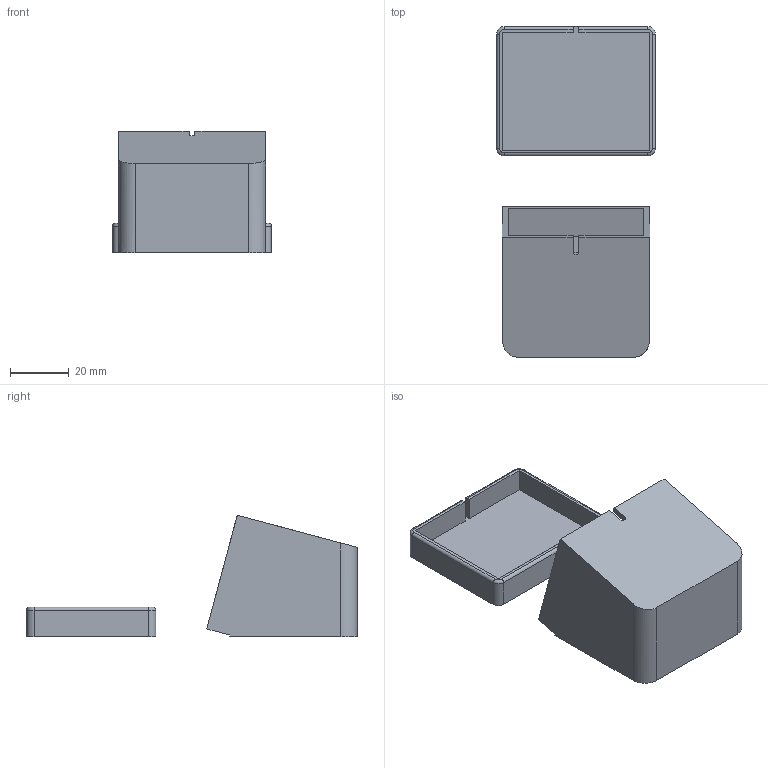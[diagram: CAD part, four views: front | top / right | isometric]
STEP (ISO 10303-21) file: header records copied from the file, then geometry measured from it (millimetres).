
FILE_DESCRIPTION(/* description */ (''),/* implementation_level */ '2;1');
FILE_NAME(/* name */ 'Tally Light v2.step',/* time_stamp */ '2022-04-03T01:42:58+02:00',/* author */ (''),/* organization */ (''),/* preprocessor_version */ 'ST-DEVELOPER v18.1',/* originating_system */ 'Autodesk Translation Framework v10.9.0.1377',/* authorisation */ '');
FILE_SCHEMA (('AUTOMOTIVE_DESIGN { 1 0 10303 214 3 1 1 }'));
Length unit declared in the file: millimetre
Products named in the file (1): Tally Light
Bounding box: 54 x 112.51 x 41.31 mm (x, y, z)
Volume: 74311.9 mm3; surface area: 21255.2 mm2
Topology: 2 solids, 2 shells, 132 faces, 352 edges, 232 vertices
Faces by surface type: plane 75, bspline 40, cylinder 13, torus 4
Entity records: 4154 total; most frequent: CARTESIAN_POINT 1077, ORIENTED_EDGE 704, DIRECTION 488, EDGE_CURVE 352, LINE 242, VECTOR 242, VERTEX_POINT 232, EDGE_LOOP 140
